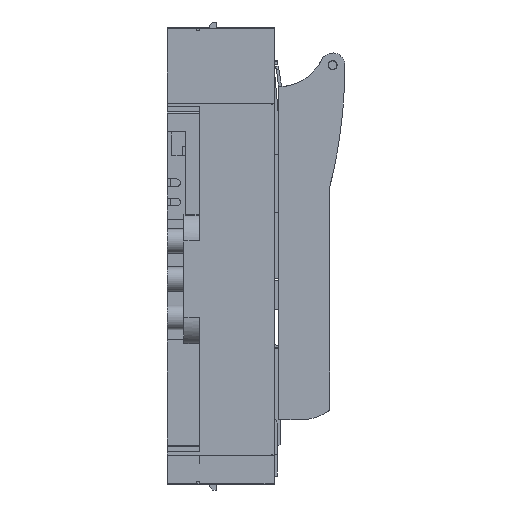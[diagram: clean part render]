
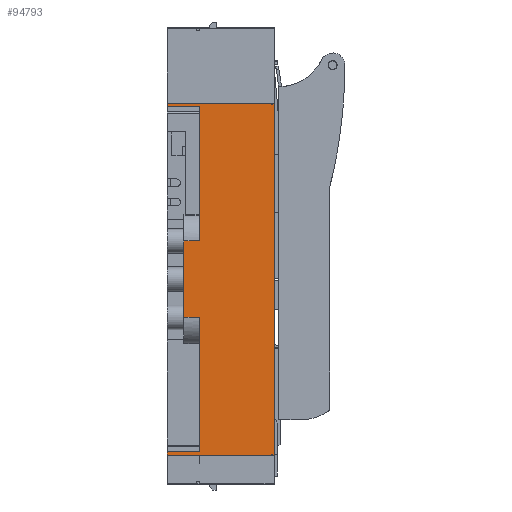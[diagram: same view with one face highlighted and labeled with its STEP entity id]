
A CAD part, left-side view. The second image highlights one B-rep face of the part: STEP entity #94793.
In plain terms, the highlighted planar face has unit normal (-1, 0, 0).
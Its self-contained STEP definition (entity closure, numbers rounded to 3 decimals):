
#94718=AXIS2_PLACEMENT_3D('Plane Axis2P3D',#94715,#94716,#94717) ;
#93647=CARTESIAN_POINT('Vertex',(-92.,-11.,-37.5)) ;
#93650=CARTESIAN_POINT('Line Origine',(-92.,-11.,-12.5)) ;
#93654=CARTESIAN_POINT('Vertex',(-92.,-11.,12.5)) ;
#94008=CARTESIAN_POINT('Vertex',(-92.,-21.,-125.5)) ;
#94011=CARTESIAN_POINT('Line Origine',(-92.,-21.,-81.5)) ;
#94015=CARTESIAN_POINT('Vertex',(-92.,-21.,-37.5)) ;
#94696=CARTESIAN_POINT('Line Origine',(-92.,-16.,12.5)) ;
#94700=CARTESIAN_POINT('Vertex',(-92.,-21.,12.5)) ;
#94715=CARTESIAN_POINT('Axis2P3D Location',(-92.,0.,-12.5)) ;
#94720=CARTESIAN_POINT('Line Origine',(-92.,-35.,-125.5)) ;
#94724=CARTESIAN_POINT('Vertex',(-92.,0.,-125.5)) ;
#94727=CARTESIAN_POINT('Line Origine',(-92.,0.,-12.5)) ;
#94731=CARTESIAN_POINT('Vertex',(-92.,0.,-127.5)) ;
#94734=CARTESIAN_POINT('Line Origine',(-92.,-35.,-127.5)) ;
#94738=CARTESIAN_POINT('Vertex',(-92.,-70.,-127.5)) ;
#94741=CARTESIAN_POINT('Line Origine',(-92.,-70.,-12.5)) ;
#94745=CARTESIAN_POINT('Vertex',(-92.,-70.,102.5)) ;
#94748=CARTESIAN_POINT('Line Origine',(-92.,-35.,102.5)) ;
#94752=CARTESIAN_POINT('Vertex',(-92.,0.,102.5)) ;
#94755=CARTESIAN_POINT('Line Origine',(-92.,0.,-12.5)) ;
#94759=CARTESIAN_POINT('Vertex',(-92.,0.,100.5)) ;
#94762=CARTESIAN_POINT('Line Origine',(-92.,-35.,100.5)) ;
#94766=CARTESIAN_POINT('Vertex',(-92.,-21.,100.5)) ;
#94769=CARTESIAN_POINT('Line Origine',(-92.,-21.,-12.5)) ;
#94774=CARTESIAN_POINT('Line Origine',(-92.,-35.,-37.5)) ;
#93651=DIRECTION('Vector Direction',(0.,0.,-1.)) ;
#94012=DIRECTION('Vector Direction',(0.,0.,-1.)) ;
#94697=DIRECTION('Vector Direction',(0.,1.,0.)) ;
#94716=DIRECTION('Axis2P3D Direction',(-1.,0.,0.)) ;
#94717=DIRECTION('Axis2P3D XDirection',(0.,-1.,0.)) ;
#94721=DIRECTION('Vector Direction',(0.,-1.,0.)) ;
#94728=DIRECTION('Vector Direction',(0.,0.,1.)) ;
#94735=DIRECTION('Vector Direction',(0.,-1.,0.)) ;
#94742=DIRECTION('Vector Direction',(0.,0.,1.)) ;
#94749=DIRECTION('Vector Direction',(0.,-1.,0.)) ;
#94756=DIRECTION('Vector Direction',(0.,0.,1.)) ;
#94763=DIRECTION('Vector Direction',(0.,-1.,0.)) ;
#94770=DIRECTION('Vector Direction',(0.,0.,1.)) ;
#94775=DIRECTION('Vector Direction',(0.,-1.,0.)) ;
#93652=VECTOR('Line Direction',#93651,1.) ;
#94013=VECTOR('Line Direction',#94012,1.) ;
#94698=VECTOR('Line Direction',#94697,1.) ;
#94722=VECTOR('Line Direction',#94721,1.) ;
#94729=VECTOR('Line Direction',#94728,1.) ;
#94736=VECTOR('Line Direction',#94735,1.) ;
#94743=VECTOR('Line Direction',#94742,1.) ;
#94750=VECTOR('Line Direction',#94749,1.) ;
#94757=VECTOR('Line Direction',#94756,1.) ;
#94764=VECTOR('Line Direction',#94763,1.) ;
#94771=VECTOR('Line Direction',#94770,1.) ;
#94776=VECTOR('Line Direction',#94775,1.) ;
#94780=ORIENTED_EDGE('',*,*,#94017,.T.) ;
#94781=ORIENTED_EDGE('',*,*,#94726,.F.) ;
#94782=ORIENTED_EDGE('',*,*,#94733,.F.) ;
#94783=ORIENTED_EDGE('',*,*,#94740,.T.) ;
#94784=ORIENTED_EDGE('',*,*,#94747,.T.) ;
#94785=ORIENTED_EDGE('',*,*,#94754,.T.) ;
#94786=ORIENTED_EDGE('',*,*,#94761,.T.) ;
#94787=ORIENTED_EDGE('',*,*,#94768,.T.) ;
#94788=ORIENTED_EDGE('',*,*,#94773,.T.) ;
#94789=ORIENTED_EDGE('',*,*,#94702,.T.) ;
#94790=ORIENTED_EDGE('',*,*,#93656,.T.) ;
#94791=ORIENTED_EDGE('',*,*,#94778,.T.) ;
#94793=ADVANCED_FACE('T100113000-KETO-1-3-34225_L_Gehaeuse',(#94792),#94719,.T.) ;
#93656=EDGE_CURVE('',#93655,#93648,#93653,.T.) ;
#94017=EDGE_CURVE('',#94016,#94009,#94014,.T.) ;
#94702=EDGE_CURVE('',#94701,#93655,#94699,.T.) ;
#94726=EDGE_CURVE('',#94725,#94009,#94723,.T.) ;
#94733=EDGE_CURVE('',#94732,#94725,#94730,.T.) ;
#94740=EDGE_CURVE('',#94732,#94739,#94737,.T.) ;
#94747=EDGE_CURVE('',#94739,#94746,#94744,.T.) ;
#94754=EDGE_CURVE('',#94746,#94753,#94751,.F.) ;
#94761=EDGE_CURVE('',#94753,#94760,#94758,.F.) ;
#94768=EDGE_CURVE('',#94760,#94767,#94765,.T.) ;
#94773=EDGE_CURVE('',#94767,#94701,#94772,.F.) ;
#94778=EDGE_CURVE('',#93648,#94016,#94777,.T.) ;
#94779=EDGE_LOOP('',(#94780,#94781,#94782,#94783,#94784,#94785,#94786,#94787,#94788,#94789,#94790,#94791)) ;
#94792=FACE_OUTER_BOUND('',#94779,.T.) ;
#93653=LINE('Line',#93650,#93652) ;
#94014=LINE('Line',#94011,#94013) ;
#94699=LINE('Line',#94696,#94698) ;
#94723=LINE('Line',#94720,#94722) ;
#94730=LINE('Line',#94727,#94729) ;
#94737=LINE('Line',#94734,#94736) ;
#94744=LINE('Line',#94741,#94743) ;
#94751=LINE('Line',#94748,#94750) ;
#94758=LINE('Line',#94755,#94757) ;
#94765=LINE('Line',#94762,#94764) ;
#94772=LINE('Line',#94769,#94771) ;
#94777=LINE('Line',#94774,#94776) ;
#94719=PLANE('Plane',#94718) ;
#93648=VERTEX_POINT('',#93647) ;
#93655=VERTEX_POINT('',#93654) ;
#94009=VERTEX_POINT('',#94008) ;
#94016=VERTEX_POINT('',#94015) ;
#94701=VERTEX_POINT('',#94700) ;
#94725=VERTEX_POINT('',#94724) ;
#94732=VERTEX_POINT('',#94731) ;
#94739=VERTEX_POINT('',#94738) ;
#94746=VERTEX_POINT('',#94745) ;
#94753=VERTEX_POINT('',#94752) ;
#94760=VERTEX_POINT('',#94759) ;
#94767=VERTEX_POINT('',#94766) ;
